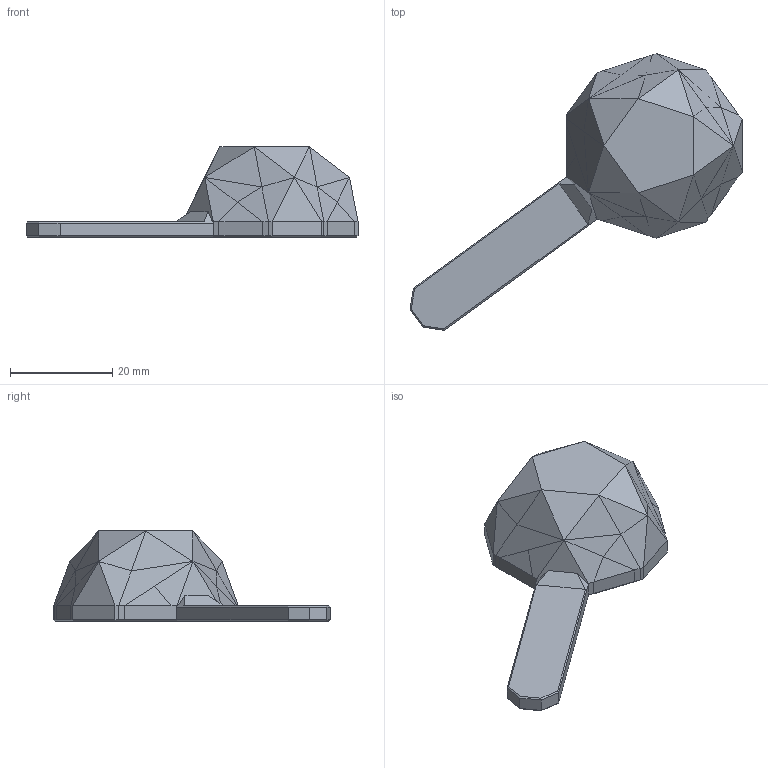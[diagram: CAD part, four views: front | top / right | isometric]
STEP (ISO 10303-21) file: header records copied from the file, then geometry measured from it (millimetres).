
FILE_DESCRIPTION(('FreeCAD Model'),'2;1');
FILE_NAME('Open CASCADE Shape Model','2023-10-27T20:18:01',(''),(''), 'Open CASCADE STEP processor 7.7','FreeCAD','Unknown');
FILE_SCHEMA(('AUTOMOTIVE_DESIGN { 1 0 10303 214 1 1 1 1 }'));
Length unit declared in the file: millimetre
Products named in the file (1): cup
Bounding box: 64.9 x 54.08 x 17.65 mm (x, y, z)
Volume: 3610.2 mm3; surface area: 5041 mm2
Topology: 1 solids, 1 shells, 199 faces, 403 edges, 207 vertices
Faces by surface type: plane 197, bspline 2
Entity records: 10378 total; most frequent: CARTESIAN_POINT 1942, DIRECTION 1585, LINE 1189, VECTOR 1189, ORIENTED_EDGE 806, PCURVE 806, DEFINITIONAL_REPRESENTATION 806, EDGE_CURVE 403
